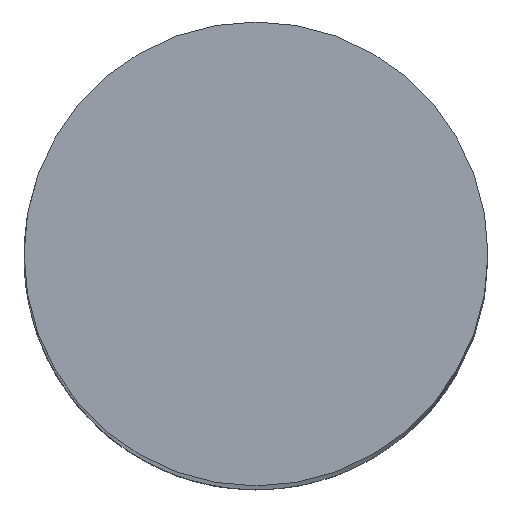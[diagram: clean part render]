
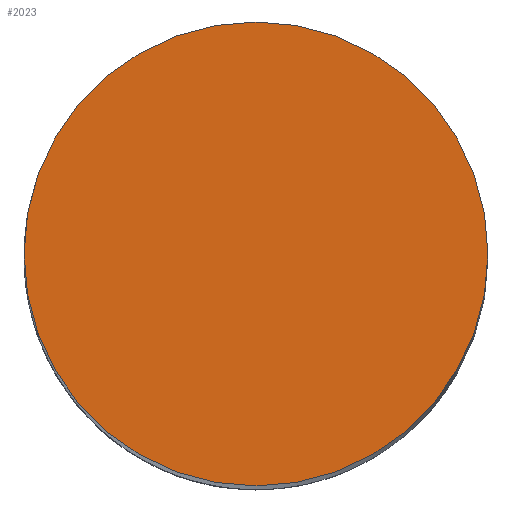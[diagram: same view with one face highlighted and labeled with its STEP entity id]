
A CAD part, top view. The second image highlights one B-rep face of the part: STEP entity #2023.
In plain terms, the highlighted planar face has unit normal (0, 0, 1).
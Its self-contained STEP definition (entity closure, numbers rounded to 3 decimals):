
#56=PLANE('',#2116);
#65=CIRCLE('',#2031,12.5);
#188=FACE_OUTER_BOUND('',#314,.T.);
#314=EDGE_LOOP('',(#1818));
#727=VERTEX_POINT('',#2920);
#933=EDGE_CURVE('',#727,#727,#65,.T.);
#1818=ORIENTED_EDGE('',*,*,#933,.T.);
#2023=ADVANCED_FACE('',(#188),#56,.T.);
#2031=AXIS2_PLACEMENT_3D('',#2921,#2134,#2135);
#2116=AXIS2_PLACEMENT_3D('',#5308,#2308,#2309);
#2134=DIRECTION('center_axis',(0.,0.,1.));
#2135=DIRECTION('ref_axis',(1.,0.,0.));
#2308=DIRECTION('center_axis',(0.,0.,1.));
#2309=DIRECTION('ref_axis',(1.,0.,0.));
#2920=CARTESIAN_POINT('',(12.5,0.,126.));
#2921=CARTESIAN_POINT('Origin',(0.,0.,126.));
#5308=CARTESIAN_POINT('Origin',(0.,0.,
126.));
